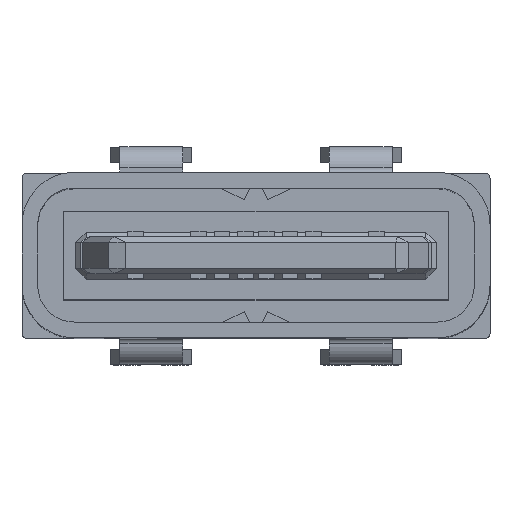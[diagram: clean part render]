
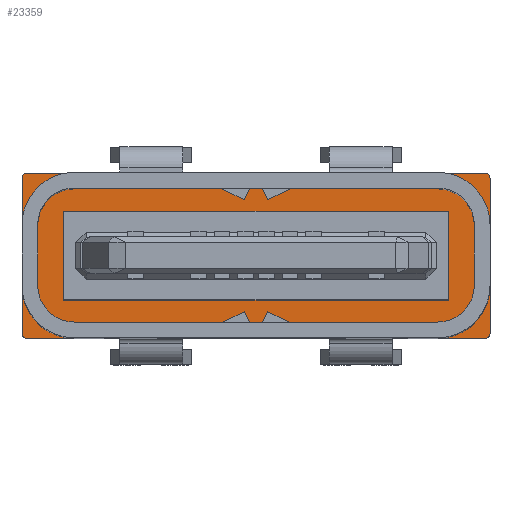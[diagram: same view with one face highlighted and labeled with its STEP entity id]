
A CAD part, top view. The second image highlights one B-rep face of the part: STEP entity #23359.
In plain terms, the highlighted planar face has unit normal (0, 0, 1).
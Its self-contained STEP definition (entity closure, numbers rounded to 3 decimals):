
#189 = CARTESIAN_POINT ( 'NONE',  ( 4.37, 1.58, 0. ) ) ;
#1138 = DIRECTION ( 'NONE',  ( 1., 0., 0. ) ) ;
#1431 = CARTESIAN_POINT ( 'NONE',  ( -4.37, -1.58, 0. ) ) ;
#1560 = EDGE_CURVE ( 'NONE', #21340, #27985, #22089, .T. ) ;
#1694 = ORIENTED_EDGE ( 'NONE', *, *, #28670, .F. ) ;
#2051 = EDGE_CURVE ( 'NONE', #27985, #22933, #13008, .T. ) ;
#2055 = CARTESIAN_POINT ( 'NONE',  ( 3.677, -0.847, 0. ) ) ;
#2099 = CARTESIAN_POINT ( 'NONE',  ( 4.47, 1.58, 0. ) ) ;
#2576 = VECTOR ( 'NONE', #3308, 1000. ) ;
#2654 = CIRCLE ( 'NONE', #19924, 0.1 ) ;
#3308 = DIRECTION ( 'NONE',  ( -1., 0., 0. ) ) ;
#3437 = EDGE_LOOP ( 'NONE', ( #16948, #5628, #16123, #25979, #1694, #18941, #19299, #17108 ) ) ;
#3683 = VECTOR ( 'NONE', #13565, 1000. ) ;
#3750 = DIRECTION ( 'NONE',  ( 0., 0., 1. ) ) ;
#4175 = ORIENTED_EDGE ( 'NONE', *, *, #21965, .F. ) ;
#4237 = DIRECTION ( 'NONE',  ( -1., 0., 0. ) ) ;
#4426 = AXIS2_PLACEMENT_3D ( 'NONE', #21012, #8454, #12747 ) ;
#4437 = CARTESIAN_POINT ( 'NONE',  ( 4.47, -1.48, 0. ) ) ;
#4470 = VERTEX_POINT ( 'NONE', #4437 ) ;
#4651 = ORIENTED_EDGE ( 'NONE', *, *, #2051, .F. ) ;
#4991 = CARTESIAN_POINT ( 'NONE',  ( -4.47, 1.58, 0. ) ) ;
#5147 = CARTESIAN_POINT ( 'NONE',  ( -3.677, -0.847, 0. ) ) ;
#5628 = ORIENTED_EDGE ( 'NONE', *, *, #23357, .T. ) ;
#5971 = LINE ( 'NONE', #5147, #13122 ) ;
#6297 = CIRCLE ( 'NONE', #10011, 0.1 ) ;
#6414 = EDGE_CURVE ( 'NONE', #21081, #28558, #22491, .T. ) ;
#6908 = DIRECTION ( 'NONE',  ( 1., 0., 0. ) ) ;
#6938 = CARTESIAN_POINT ( 'NONE',  ( -3.677, 0.847, 0. ) ) ;
#7490 = EDGE_CURVE ( 'NONE', #21081, #17287, #22369, .T. ) ;
#7852 = CARTESIAN_POINT ( 'NONE',  ( 3.677, 0.847, 0. ) ) ;
#7991 = CARTESIAN_POINT ( 'NONE',  ( -4.37, 1.58, 0. ) ) ;
#8454 = DIRECTION ( 'NONE',  ( 0., 0., 1. ) ) ;
#9774 = FACE_OUTER_BOUND ( 'NONE', #3437, .T. ) ;
#9911 = EDGE_CURVE ( 'NONE', #14012, #14539, #2654, .T. ) ;
#9918 = LINE ( 'NONE', #18849, #2576 ) ;
#10011 = AXIS2_PLACEMENT_3D ( 'NONE', #25415, #21160, #1138 ) ;
#10107 = EDGE_LOOP ( 'NONE', ( #28022, #24446, #4175, #4651 ) ) ;
#10202 = PLANE ( 'NONE',  #4426 ) ;
#10507 = VERTEX_POINT ( 'NONE', #13905 ) ;
#10981 = DIRECTION ( 'NONE',  ( 1., 0., 0. ) ) ;
#11300 = DIRECTION ( 'NONE',  ( 1., 0., 0. ) ) ;
#12435 = DIRECTION ( 'NONE',  ( 1., 0., 0. ) ) ;
#12747 = DIRECTION ( 'NONE',  ( 1., 0., 0. ) ) ;
#13008 = LINE ( 'NONE', #25684, #15753 ) ;
#13122 = VECTOR ( 'NONE', #25151, 1000. ) ;
#13256 = CARTESIAN_POINT ( 'NONE',  ( -4.47, 1.48, 0. ) ) ;
#13275 = LINE ( 'NONE', #2099, #3683 ) ;
#13565 = DIRECTION ( 'NONE',  ( 0., -1., 0. ) ) ;
#13905 = CARTESIAN_POINT ( 'NONE',  ( 4.37, -1.58, 0. ) ) ;
#13972 = DIRECTION ( 'NONE',  ( 0., 1., 0. ) ) ;
#14012 = VERTEX_POINT ( 'NONE', #28385 ) ;
#14020 = EDGE_CURVE ( 'NONE', #10507, #4470, #14571, .T. ) ;
#14539 = VERTEX_POINT ( 'NONE', #1431 ) ;
#14571 = CIRCLE ( 'NONE', #25696, 0.1 ) ;
#15139 = DIRECTION ( 'NONE',  ( 0., 0., 1. ) ) ;
#15753 = VECTOR ( 'NONE', #28461, 1000. ) ;
#15843 = EDGE_CURVE ( 'NONE', #25016, #21340, #5971, .T. ) ;
#16075 = VECTOR ( 'NONE', #6908, 1000. ) ;
#16123 = ORIENTED_EDGE ( 'NONE', *, *, #7490, .F. ) ;
#16143 = CARTESIAN_POINT ( 'NONE',  ( -4.47, 1.58, 0. ) ) ;
#16948 = ORIENTED_EDGE ( 'NONE', *, *, #26791, .F. ) ;
#17108 = ORIENTED_EDGE ( 'NONE', *, *, #14020, .T. ) ;
#17287 = VERTEX_POINT ( 'NONE', #189 ) ;
#18702 = FACE_BOUND ( 'NONE', #10107, .T. ) ;
#18763 = CARTESIAN_POINT ( 'NONE',  ( -3.677, -0.847, 0. ) ) ;
#18849 = CARTESIAN_POINT ( 'NONE',  ( 3.677, 0.847, 0. ) ) ;
#18941 = ORIENTED_EDGE ( 'NONE', *, *, #9911, .T. ) ;
#19022 = CARTESIAN_POINT ( 'NONE',  ( 4.47, 1.48, 0. ) ) ;
#19269 = CARTESIAN_POINT ( 'NONE',  ( -4.37, 1.48, 0. ) ) ;
#19299 = ORIENTED_EDGE ( 'NONE', *, *, #28014, .F. ) ;
#19441 = LINE ( 'NONE', #20003, #21060 ) ;
#19924 = AXIS2_PLACEMENT_3D ( 'NONE', #26933, #22987, #11300 ) ;
#20003 = CARTESIAN_POINT ( 'NONE',  ( -4.47, -1.58, 0. ) ) ;
#20658 = VECTOR ( 'NONE', #13972, 1000. ) ;
#21012 = CARTESIAN_POINT ( 'NONE',  ( 0., 0., 0. ) ) ;
#21060 = VECTOR ( 'NONE', #4237, 1000. ) ;
#21081 = VERTEX_POINT ( 'NONE', #7991 ) ;
#21160 = DIRECTION ( 'NONE',  ( 0., 0., 1. ) ) ;
#21340 = VERTEX_POINT ( 'NONE', #18763 ) ;
#21738 = VERTEX_POINT ( 'NONE', #19022 ) ;
#21965 = EDGE_CURVE ( 'NONE', #22933, #25016, #9918, .T. ) ;
#22089 = LINE ( 'NONE', #2055, #25739 ) ;
#22369 = LINE ( 'NONE', #4991, #16075 ) ;
#22491 = CIRCLE ( 'NONE', #26235, 0.1 ) ;
#22933 = VERTEX_POINT ( 'NONE', #7852 ) ;
#22987 = DIRECTION ( 'NONE',  ( 0., 0., 1. ) ) ;
#23357 = EDGE_CURVE ( 'NONE', #21738, #17287, #6297, .T. ) ;
#23359 = ADVANCED_FACE ( 'NONE', ( #9774, #18702 ), #10202, .T. ) ;
#23989 = DIRECTION ( 'NONE',  ( 1., 0., 0. ) ) ;
#24446 = ORIENTED_EDGE ( 'NONE', *, *, #15843, .F. ) ;
#25016 = VERTEX_POINT ( 'NONE', #6938 ) ;
#25151 = DIRECTION ( 'NONE',  ( 0., -1., 0. ) ) ;
#25415 = CARTESIAN_POINT ( 'NONE',  ( 4.37, 1.48, 0. ) ) ;
#25684 = CARTESIAN_POINT ( 'NONE',  ( 3.677, -0.847, 0. ) ) ;
#25696 = AXIS2_PLACEMENT_3D ( 'NONE', #26192, #15139, #23989 ) ;
#25739 = VECTOR ( 'NONE', #10981, 1000. ) ;
#25979 = ORIENTED_EDGE ( 'NONE', *, *, #6414, .T. ) ;
#25999 = CARTESIAN_POINT ( 'NONE',  ( 3.677, -0.847, 0. ) ) ;
#26192 = CARTESIAN_POINT ( 'NONE',  ( 4.37, -1.48, 0. ) ) ;
#26235 = AXIS2_PLACEMENT_3D ( 'NONE', #19269, #3750, #12435 ) ;
#26791 = EDGE_CURVE ( 'NONE', #21738, #4470, #13275, .T. ) ;
#26933 = CARTESIAN_POINT ( 'NONE',  ( -4.37, -1.48, 0. ) ) ;
#27220 = LINE ( 'NONE', #16143, #20658 ) ;
#27985 = VERTEX_POINT ( 'NONE', #25999 ) ;
#28014 = EDGE_CURVE ( 'NONE', #10507, #14539, #19441, .T. ) ;
#28022 = ORIENTED_EDGE ( 'NONE', *, *, #1560, .F. ) ;
#28385 = CARTESIAN_POINT ( 'NONE',  ( -4.47, -1.48, 0. ) ) ;
#28461 = DIRECTION ( 'NONE',  ( 0., 1., 0. ) ) ;
#28558 = VERTEX_POINT ( 'NONE', #13256 ) ;
#28670 = EDGE_CURVE ( 'NONE', #14012, #28558, #27220, .T. ) ;
